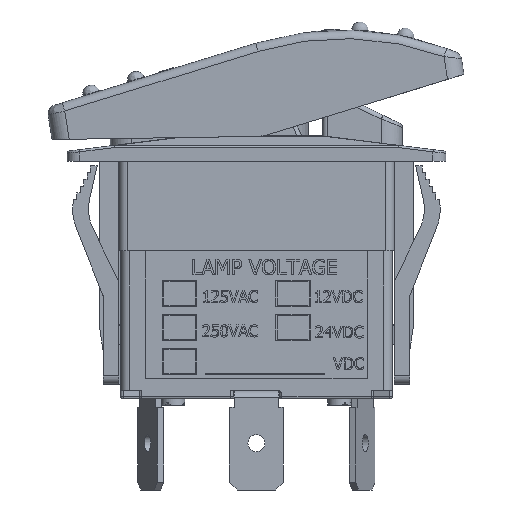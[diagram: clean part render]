
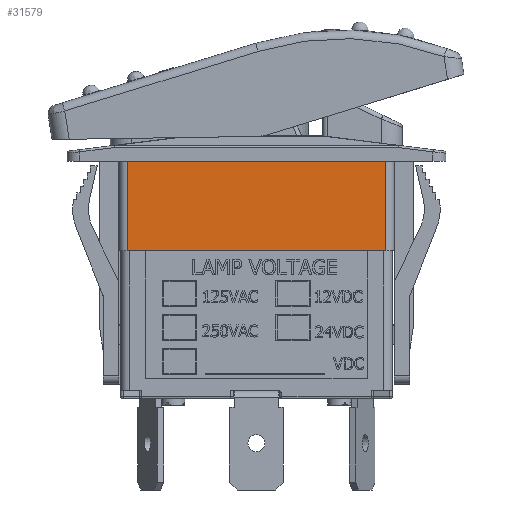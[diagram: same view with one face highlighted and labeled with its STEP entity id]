
A CAD part, front view. The second image highlights one B-rep face of the part: STEP entity #31579.
In plain terms, the highlighted planar face has unit normal (0, -1, 0).
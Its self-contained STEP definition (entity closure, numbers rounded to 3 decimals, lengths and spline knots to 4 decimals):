
#3086=LINE('',#54283,#6127);
#3293=LINE('',#54815,#6334);
#3295=LINE('',#54821,#6336);
#3296=LINE('',#54822,#6337);
#6127=VECTOR('',#39454,1.);
#6334=VECTOR('',#39829,1.);
#6336=VECTOR('',#39835,1.);
#6337=VECTOR('',#39836,1.);
#7772=PLANE('',#33689);
#9213=FACE_OUTER_BOUND('',#11058,.T.);
#11058=EDGE_LOOP('',(#27415,#27416,#27417,#27418));
#15168=VERTEX_POINT('',#54280);
#15169=VERTEX_POINT('',#54282);
#15386=VERTEX_POINT('',#54814);
#15388=VERTEX_POINT('',#54820);
#19293=EDGE_CURVE('',#15169,#15168,#3086,.T.);
#19550=EDGE_CURVE('',#15169,#15386,#3293,.T.);
#19553=EDGE_CURVE('',#15388,#15168,#3295,.T.);
#19554=EDGE_CURVE('',#15386,#15388,#3296,.T.);
#27415=ORIENTED_EDGE('',*,*,#19550,.F.);
#27416=ORIENTED_EDGE('',*,*,#19293,.T.);
#27417=ORIENTED_EDGE('',*,*,#19553,.F.);
#27418=ORIENTED_EDGE('',*,*,#19554,.F.);
#31579=ADVANCED_FACE('',(#9213),#7772,.T.);
#33689=AXIS2_PLACEMENT_3D('',#54819,#39833,#39834);
#39454=DIRECTION('',(1.,0.,0.));
#39829=DIRECTION('',(0.,0.,1.));
#39833=DIRECTION('center_axis',(0.,-1.,0.));
#39834=DIRECTION('ref_axis',(0.,0.,1.));
#39835=DIRECTION('',(0.,0.,-1.));
#39836=DIRECTION('',(1.,0.,0.));
#54280=CARTESIAN_POINT('',(1.52,-1.04,1.74));
#54282=CARTESIAN_POINT('',(-1.52,-1.04,1.74));
#54283=CARTESIAN_POINT('',(-1.62,-1.04,1.74));
#54814=CARTESIAN_POINT('',(-1.52,-1.04,2.79));
#54815=CARTESIAN_POINT('',(-1.52,-1.04,2.79));
#54819=CARTESIAN_POINT('Origin',(-1.62,-1.04,2.79));
#54820=CARTESIAN_POINT('',(1.52,-1.04,2.79));
#54821=CARTESIAN_POINT('',(1.52,-1.04,2.79));
#54822=CARTESIAN_POINT('',(-0.81,-1.04,2.79));
